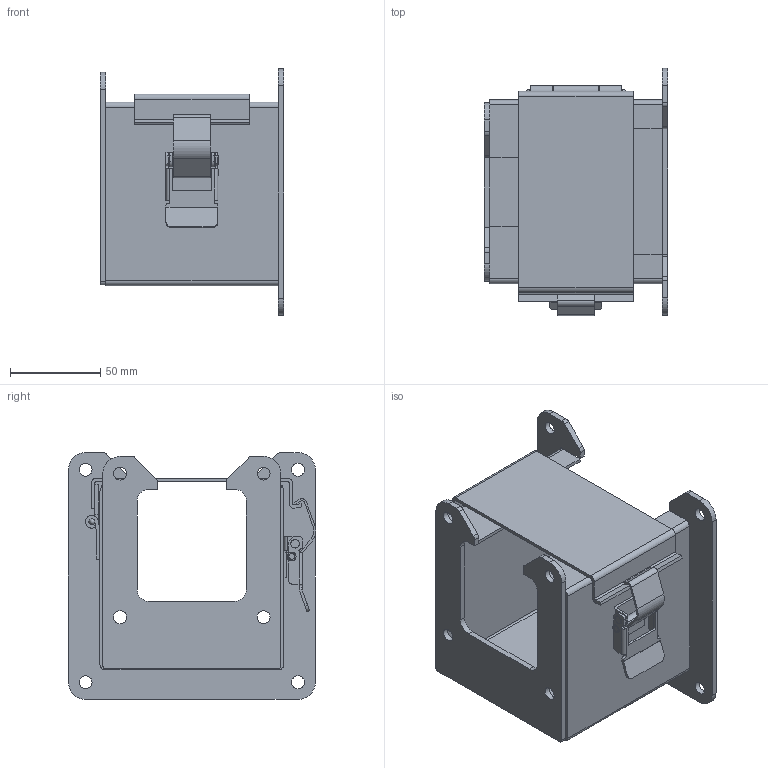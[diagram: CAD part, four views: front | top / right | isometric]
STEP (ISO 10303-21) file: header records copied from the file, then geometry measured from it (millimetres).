
FILE_DESCRIPTION (( 'STEP AP203' ), '1' );
FILE_NAME ('1485CRE.step', '2020-11-19T14:33:07', ( 'ADC123' ), ( 'Microsoft' ), 'SwSTEP 2.0', 'SolidWorks 2019', '' );
FILE_SCHEMA (( 'CONFIG_CONTROL_DESIGN' ));
Length unit declared in the file: inch
Products named in the file (1): 1485CRE
Bounding box: 101.6 x 136.71 x 136.53 mm (x, y, z)
Volume: 129094.2 mm3; surface area: 131223.4 mm2
Topology: 10 solids, 10 shells, 249 faces, 671 edges, 444 vertices
Faces by surface type: plane 146, cylinder 101, bspline 2
Full cylindrical faces by diameter (mm): 3.175 x2, 3.302 x2, 3.969 x2, 4.166 x2, 4.763 x3, 7.137 x8
Entity records: 7853 total; most frequent: CARTESIAN_POINT 1402, DIRECTION 1342, ORIENTED_EDGE 1294, EDGE_CURVE 647, AXIS2_PLACEMENT_3D 453, VERTEX_POINT 443, LINE 436, VECTOR 436
